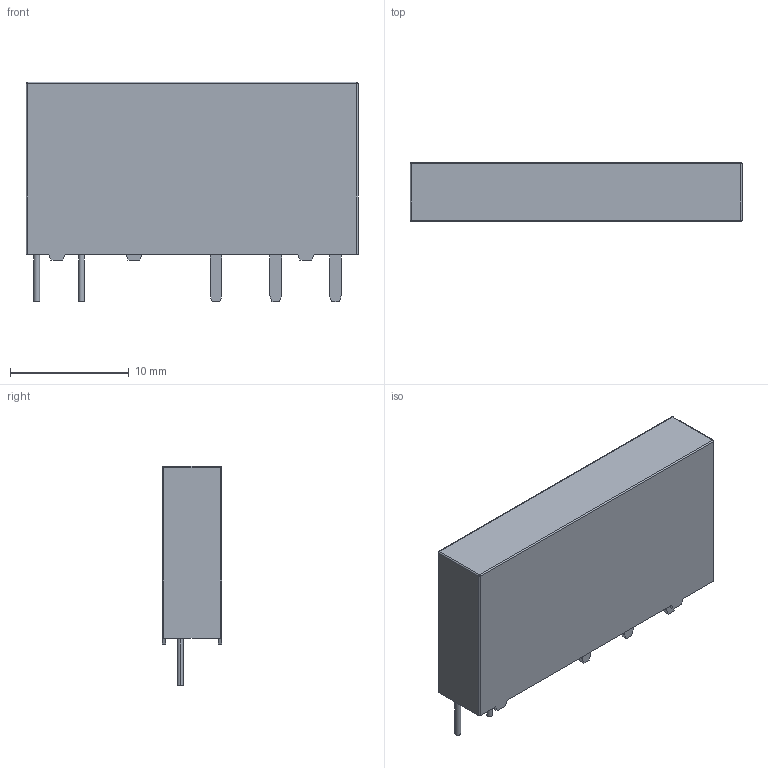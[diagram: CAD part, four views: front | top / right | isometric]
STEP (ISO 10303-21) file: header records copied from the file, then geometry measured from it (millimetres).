
FILE_DESCRIPTION (( 'STEP AP214' ), '1' );
FILE_NAME ('RM699B.STEP', '2015-01-21T07:36:09', ( '' ), ( '' ), 'SwSTEP 2.0', 'SolidWorks 2012', '' );
FILE_SCHEMA (( 'AUTOMOTIVE_DESIGN' ));
Length unit declared in the file: millimetre
Products named in the file (1): RM699B
Bounding box: 28 x 5 x 18.5 mm (x, y, z)
Volume: 2014.2 mm3; surface area: 1300 mm2
Topology: 1 solids, 1 shells, 65 faces, 166 edges, 104 vertices
Faces by surface type: plane 49, cylinder 12, sphere 4
Entity records: 2653 total; most frequent: CARTESIAN_POINT 332, ORIENTED_EDGE 324, DIRECTION 318, EDGE_CURVE 162, VECTOR 138, LINE 138, VERTEX_POINT 104, AXIS2_PLACEMENT_3D 90
